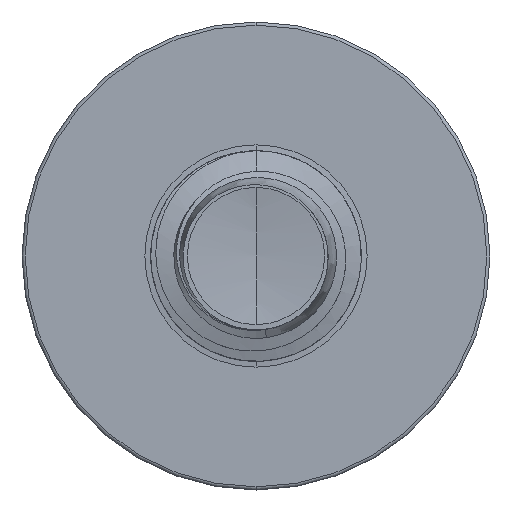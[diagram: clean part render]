
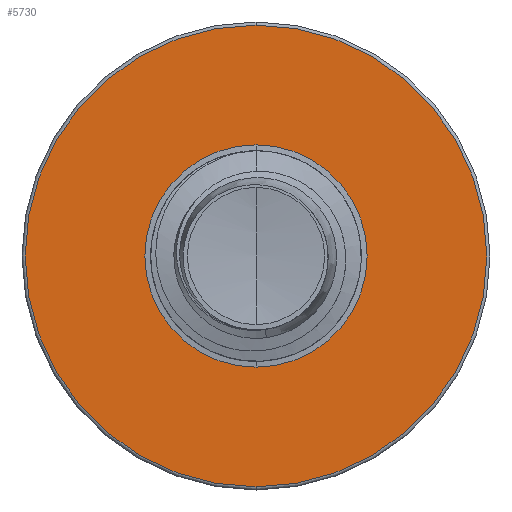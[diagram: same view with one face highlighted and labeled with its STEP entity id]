
A CAD part, front view. The second image highlights one B-rep face of the part: STEP entity #5730.
In plain terms, the highlighted planar face has unit normal (0, -1, 0).
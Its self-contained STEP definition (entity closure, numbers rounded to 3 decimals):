
#110 = FACE_BOUND ( 'NONE', #21969, .T. ) ;
#1456 = CARTESIAN_POINT ( 'NONE',  ( 0., 10., 4.933 ) ) ;
#2293 = VERTEX_POINT ( 'NONE', #16576 ) ;
#3084 = EDGE_CURVE ( 'NONE', #14996, #2293, #9699, .T. ) ;
#3841 = AXIS2_PLACEMENT_3D ( 'NONE', #20942, #9762, #22796 ) ;
#5146 = CARTESIAN_POINT ( 'NONE',  ( 0., 10., -4.932 ) ) ;
#5413 = CIRCLE ( 'NONE', #14274, 2.375 ) ;
#5730 = ADVANCED_FACE ( 'NONE', ( #14036, #110 ), #11113, .F. ) ;
#6315 = CARTESIAN_POINT ( 'NONE',  ( 0., 10., 0. ) ) ;
#6780 = CARTESIAN_POINT ( 'NONE',  ( 0., 10., 0. ) ) ;
#7032 = DIRECTION ( 'NONE',  ( 0., 1., 0. ) ) ;
#7311 = CARTESIAN_POINT ( 'NONE',  ( 0., 10., -2.375 ) ) ;
#8214 = DIRECTION ( 'NONE',  ( 0., 0., 1. ) ) ;
#8237 = EDGE_CURVE ( 'NONE', #17903, #8590, #15188, .T. ) ;
#8554 = ORIENTED_EDGE ( 'NONE', *, *, #8237, .F. ) ;
#8590 = VERTEX_POINT ( 'NONE', #1456 ) ;
#8689 = DIRECTION ( 'NONE',  ( 0., 0., 1. ) ) ;
#9699 = CIRCLE ( 'NONE', #20492, 2.375 ) ;
#9762 = DIRECTION ( 'NONE',  ( 0., 1., 0. ) ) ;
#11113 = PLANE ( 'NONE',  #20354 ) ;
#12980 = DIRECTION ( 'NONE',  ( 0., 0., 1. ) ) ;
#14036 = FACE_OUTER_BOUND ( 'NONE', #14696, .T. ) ;
#14168 = ORIENTED_EDGE ( 'NONE', *, *, #3084, .T. ) ;
#14274 = AXIS2_PLACEMENT_3D ( 'NONE', #6780, #19890, #8689 ) ;
#14663 = ORIENTED_EDGE ( 'NONE', *, *, #16024, .T. ) ;
#14696 = EDGE_LOOP ( 'NONE', ( #19173, #8554 ) ) ;
#14996 = VERTEX_POINT ( 'NONE', #22245 ) ;
#15188 = CIRCLE ( 'NONE', #16452, 4.933 ) ;
#16024 = EDGE_CURVE ( 'NONE', #2293, #14996, #5413, .T. ) ;
#16452 = AXIS2_PLACEMENT_3D ( 'NONE', #18261, #7032, #20143 ) ;
#16576 = CARTESIAN_POINT ( 'NONE',  ( 0., 10., -2.375 ) ) ;
#17431 = CIRCLE ( 'NONE', #3841, 4.933 ) ;
#17903 = VERTEX_POINT ( 'NONE', #5146 ) ;
#18261 = CARTESIAN_POINT ( 'NONE',  ( 0., 10., 0. ) ) ;
#19173 = ORIENTED_EDGE ( 'NONE', *, *, #22262, .F. ) ;
#19433 = DIRECTION ( 'NONE',  ( 0., 1., 0. ) ) ;
#19890 = DIRECTION ( 'NONE',  ( 0., 1., 0. ) ) ;
#20143 = DIRECTION ( 'NONE',  ( 0., 0., 1. ) ) ;
#20354 = AXIS2_PLACEMENT_3D ( 'NONE', #7311, #24149, #12980 ) ;
#20492 = AXIS2_PLACEMENT_3D ( 'NONE', #6315, #19433, #8214 ) ;
#20942 = CARTESIAN_POINT ( 'NONE',  ( 0., 10., 0. ) ) ;
#21969 = EDGE_LOOP ( 'NONE', ( #14168, #14663 ) ) ;
#22245 = CARTESIAN_POINT ( 'NONE',  ( 0., 10., 2.375 ) ) ;
#22262 = EDGE_CURVE ( 'NONE', #8590, #17903, #17431, .T. ) ;
#22796 = DIRECTION ( 'NONE',  ( 0., 0., 1. ) ) ;
#24149 = DIRECTION ( 'NONE',  ( 0., 1., 0. ) ) ;
